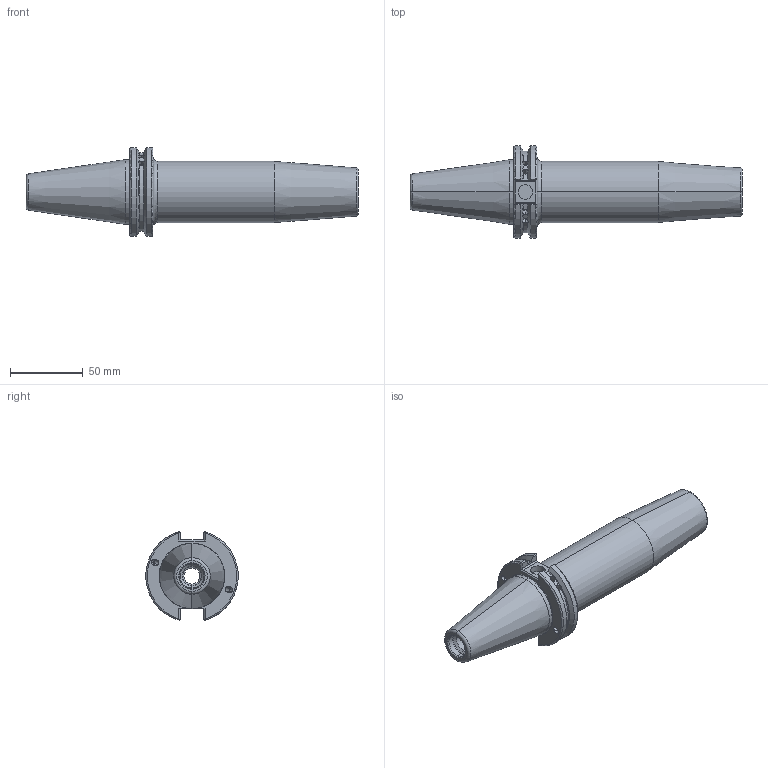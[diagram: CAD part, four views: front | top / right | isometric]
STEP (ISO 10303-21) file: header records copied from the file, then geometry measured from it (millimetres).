
FILE_DESCRIPTION (( 'STEP AP203' ), '1' );
FILE_NAME ('CA40B220-19160HP1.STEP', '2018-05-15T05:06:22', ( 'user' ), ( '' ), 'SwSTEP 2.0', 'SolidWorks 2013', '' );
FILE_SCHEMA (( 'CONFIG_CONTROL_DESIGN' ));
Length unit declared in the file: millimetre
Products named in the file (1): CA40B220-19160HP1
Bounding box: 228.25 x 63.33 x 61.05 mm (x, y, z)
Volume: 253421.6 mm3; surface area: 44866.6 mm2
Topology: 1 solids, 1 shells, 164 faces, 423 edges, 260 vertices
Faces by surface type: cylinder 54, plane 46, torus 32, cone 30, bspline 2
Entity records: 5668 total; most frequent: CARTESIAN_POINT 1750, ORIENTED_EDGE 830, DIRECTION 785, EDGE_CURVE 415, AXIS2_PLACEMENT_3D 319, VERTEX_POINT 260, EDGE_LOOP 177, FACE_OUTER_BOUND 164
